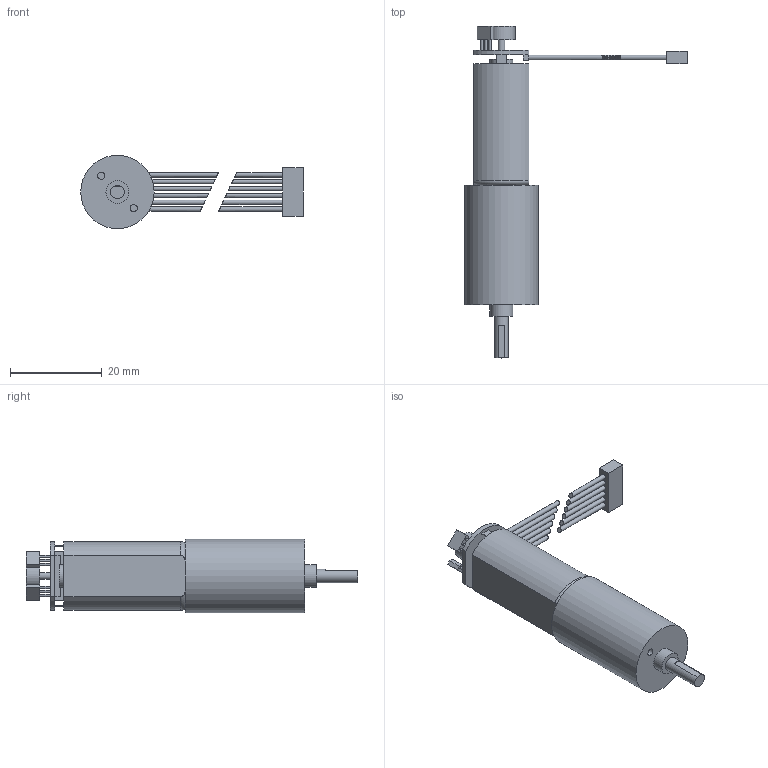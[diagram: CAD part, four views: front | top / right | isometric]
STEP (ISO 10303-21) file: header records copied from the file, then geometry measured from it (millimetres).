
FILE_DESCRIPTION( ( 'Unknown' ), '1' );
FILE_NAME( 'PD1626-231--690-FE.stp', 'Unknown', ( 'Unknown' ), ( 'Unknown' ), 'PSStep 17.0.49', 'Unknown', ' ' );
FILE_SCHEMA( ( 'AUTOMOTIVE_DESIGN { 1 0 10303 214 1 1 1 1 }' ) );
Length unit declared in the file: millimetre
Products named in the file (2): 1; 2
Bounding box: 48.5 x 72.36 x 16 mm (x, y, z)
Volume: 10082.3 mm3; surface area: 4453 mm2
Topology: 2 solids, 2 shells, 96 faces, 212 edges, 146 vertices
Faces by surface type: plane 64, cylinder 30, torus 2
Full cylindrical faces by diameter (mm): 0.5 x6, 1 x12, 1.5 x1, 1.567 x2, 3 x1, 5 x2, 6 x1, 16 x1
Entity records: 3238 total; most frequent: CARTESIAN_POINT 440, DIRECTION 424, ORIENTED_EDGE 338, EDGE_CURVE 169, AXIS2_PLACEMENT_3D 161, EDGE_LOOP 158, VERTEX_POINT 129, FACE_OUTER_BOUND 122
